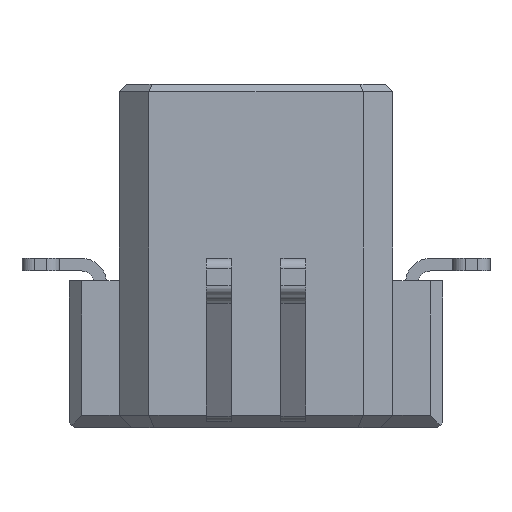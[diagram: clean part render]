
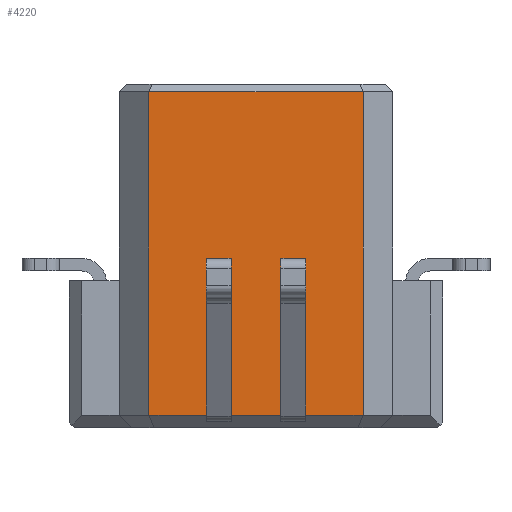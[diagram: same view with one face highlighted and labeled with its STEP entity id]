
A CAD part, front view. The second image highlights one B-rep face of the part: STEP entity #4220.
In plain terms, the highlighted planar face has unit normal (0, -1, 0).
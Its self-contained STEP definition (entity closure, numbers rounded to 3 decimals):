
#528=DIRECTION('',(0.,0.,1.));
#529=VECTOR('',#528,0.517);
#530=CARTESIAN_POINT('',(4.75,0.,-4.993));
#531=LINE('',#530,#529);
#532=DIRECTION('',(-1.,0.,0.));
#533=VECTOR('',#532,0.5);
#534=CARTESIAN_POINT('',(4.75,0.,-4.475));
#535=LINE('',#534,#533);
#536=DIRECTION('',(0.,0.,1.));
#537=VECTOR('',#536,0.517);
#538=CARTESIAN_POINT('',(4.25,0.,-4.993));
#539=LINE('',#538,#537);
#540=DIRECTION('',(-1.,0.,0.));
#541=VECTOR('',#540,0.5);
#542=CARTESIAN_POINT('',(4.75,0.,-4.993));
#543=LINE('',#542,#541);
#544=DIRECTION('',(0.,0.,1.));
#545=VECTOR('',#544,1.375);
#546=CARTESIAN_POINT('',(3.25,0.,-6.891));
#547=LINE('',#546,#545);
#548=DIRECTION('',(1.,0.,0.));
#549=VECTOR('',#548,0.5);
#550=CARTESIAN_POINT('',(2.75,0.,-5.516));
#551=LINE('',#550,#549);
#552=DIRECTION('',(0.,0.,1.));
#553=VECTOR('',#552,1.375);
#554=CARTESIAN_POINT('',(2.75,0.,-6.891));
#555=LINE('',#554,#553);
#556=DIRECTION('',(1.,0.,0.));
#557=VECTOR('',#556,1.15);
#558=CARTESIAN_POINT('',(1.6,0.,
-6.891));
#559=LINE('',#558,#557);
#560=DIRECTION('',(0.,0.,1.));
#561=VECTOR('',#560,6.5);
#562=CARTESIAN_POINT('',(5.9,0.,-6.891));
#563=LINE('',#562,#561);
#564=DIRECTION('',(1.,0.,0.));
#565=VECTOR('',#564,1.15);
#566=CARTESIAN_POINT('',(4.75,0.,-6.891));
#567=LINE('',#566,#565);
#568=DIRECTION('',(0.,0.,1.));
#569=VECTOR('',#568,1.375);
#570=CARTESIAN_POINT('',(4.75,0.,-6.891));
#571=LINE('',#570,#569);
#572=DIRECTION('',(1.,0.,0.));
#573=VECTOR('',#572,0.5);
#574=CARTESIAN_POINT('',(4.25,0.,-5.516));
#575=LINE('',#574,#573);
#576=DIRECTION('',(0.,0.,1.));
#577=VECTOR('',#576,1.375);
#578=CARTESIAN_POINT('',(4.25,0.,-6.891));
#579=LINE('',#578,#577);
#580=DIRECTION('',(1.,0.,0.));
#581=VECTOR('',#580,1.);
#582=CARTESIAN_POINT('',(3.25,0.,-6.891));
#583=LINE('',#582,#581);
#584=DIRECTION('',(0.,0.,1.));
#585=VECTOR('',#584,0.517);
#586=CARTESIAN_POINT('',(3.25,0.,-4.993));
#587=LINE('',#586,#585);
#588=DIRECTION('',(-1.,0.,0.));
#589=VECTOR('',#588,0.5);
#590=CARTESIAN_POINT('',(3.25,0.,-4.475));
#591=LINE('',#590,#589);
#592=DIRECTION('',(0.,0.,1.));
#593=VECTOR('',#592,0.517);
#594=CARTESIAN_POINT('',(2.75,0.,-4.993));
#595=LINE('',#594,#593);
#596=DIRECTION('',(-1.,0.,0.));
#597=VECTOR('',#596,0.5);
#598=CARTESIAN_POINT('',(3.25,0.,-4.993));
#599=LINE('',#598,#597);
#1084=DIRECTION('',(0.,0.,1.));
#1085=VECTOR('',#1084,6.5);
#1086=CARTESIAN_POINT('',(1.6,0.,
-6.891));
#1087=LINE('',#1086,#1085);
#1845=DIRECTION('',(1.,0.,0.));
#1846=VECTOR('',#1845,4.3);
#1847=CARTESIAN_POINT('',(1.6,0.,-0.391));
#1848=LINE('',#1847,#1846);
#3155=CARTESIAN_POINT('',(1.6,0.,
-6.891));
#3156=VERTEX_POINT('',#3155);
#3157=CARTESIAN_POINT('',(5.9,0.,-6.891));
#3158=VERTEX_POINT('',#3157);
#3269=CARTESIAN_POINT('',(5.9,0.,-0.391));
#3270=VERTEX_POINT('',#3269);
#3273=CARTESIAN_POINT('',(1.6,0.,-0.391));
#3274=VERTEX_POINT('',#3273);
#3401=CARTESIAN_POINT('',(4.75,0.,-6.891));
#3403=VERTEX_POINT('',#3401);
#3405=CARTESIAN_POINT('',(4.25,0.,-6.891));
#3407=VERTEX_POINT('',#3405);
#3409=CARTESIAN_POINT('',(4.75,0.,-5.516));
#3410=VERTEX_POINT('',#3409);
#3411=CARTESIAN_POINT('',(4.75,0.,-4.993));
#3412=CARTESIAN_POINT('',(4.75,0.,-4.475));
#3413=VERTEX_POINT('',#3411);
#3414=VERTEX_POINT('',#3412);
#3415=CARTESIAN_POINT('',(4.25,0.,-5.516));
#3416=VERTEX_POINT('',#3415);
#3417=CARTESIAN_POINT('',(4.25,0.,-4.993));
#3418=CARTESIAN_POINT('',(4.25,0.,-4.475));
#3419=VERTEX_POINT('',#3417);
#3420=VERTEX_POINT('',#3418);
#3429=CARTESIAN_POINT('',(3.25,0.,-6.891));
#3431=VERTEX_POINT('',#3429);
#3433=CARTESIAN_POINT('',(2.75,0.,-6.891));
#3435=VERTEX_POINT('',#3433);
#3437=CARTESIAN_POINT('',(3.25,0.,-5.516));
#3438=VERTEX_POINT('',#3437);
#3439=CARTESIAN_POINT('',(3.25,0.,-4.993));
#3440=CARTESIAN_POINT('',(3.25,0.,-4.475));
#3441=VERTEX_POINT('',#3439);
#3442=VERTEX_POINT('',#3440);
#3443=CARTESIAN_POINT('',(2.75,0.,-5.516));
#3444=VERTEX_POINT('',#3443);
#3445=CARTESIAN_POINT('',(2.75,0.,-4.993));
#3446=CARTESIAN_POINT('',(2.75,0.,-4.475));
#3447=VERTEX_POINT('',#3445);
#3448=VERTEX_POINT('',#3446);
#4176=CARTESIAN_POINT('',(3.75,0.,-3.641));
#4177=DIRECTION('',(0.,1.,0.));
#4178=DIRECTION('',(1.,0.,0.));
#4179=AXIS2_PLACEMENT_3D('',#4176,#4177,#4178);
#4180=PLANE('',#4179);
#4181=ORIENTED_EDGE('',*,*,#4047,.T.);
#4183=ORIENTED_EDGE('',*,*,#4182,.F.);
#4184=ORIENTED_EDGE('',*,*,#4104,.F.);
#4185=ORIENTED_EDGE('',*,*,#3996,.F.);
#4187=ORIENTED_EDGE('',*,*,#4186,.T.);
#4189=ORIENTED_EDGE('',*,*,#4188,.T.);
#4191=ORIENTED_EDGE('',*,*,#4190,.F.);
#4192=ORIENTED_EDGE('',*,*,#3989,.F.);
#4194=ORIENTED_EDGE('',*,*,#4193,.T.);
#4196=ORIENTED_EDGE('',*,*,#4195,.F.);
#4198=ORIENTED_EDGE('',*,*,#4197,.F.);
#4199=ORIENTED_EDGE('',*,*,#3981,.F.);
#4200=EDGE_LOOP('',(#4181,#4183,#4184,#4185,#4187,#4189,#4191,#4192,#4194,#4196,
#4198,#4199));
#4201=FACE_OUTER_BOUND('',#4200,.F.);
#4203=ORIENTED_EDGE('',*,*,#4202,.T.);
#4205=ORIENTED_EDGE('',*,*,#4204,.T.);
#4207=ORIENTED_EDGE('',*,*,#4206,.F.);
#4209=ORIENTED_EDGE('',*,*,#4208,.F.);
#4210=EDGE_LOOP('',(#4203,#4205,#4207,#4209));
#4211=FACE_BOUND('',#4210,.F.);
#4212=ORIENTED_EDGE('',*,*,#4039,.T.);
#4214=ORIENTED_EDGE('',*,*,#4213,.T.);
#4215=ORIENTED_EDGE('',*,*,#4112,.F.);
#4217=ORIENTED_EDGE('',*,*,#4216,.F.);
#4218=EDGE_LOOP('',(#4212,#4214,#4215,#4217));
#4219=FACE_BOUND('',#4218,.F.);
#4220=ADVANCED_FACE('',(#4201,#4211,#4219),#4180,.F.);
#3981=EDGE_CURVE('',#3431,#3407,#583,.T.);
#3989=EDGE_CURVE('',#3403,#3158,#567,.T.);
#3996=EDGE_CURVE('',#3156,#3435,#559,.T.);
#4039=EDGE_CURVE('',#3441,#3442,#587,.T.);
#4047=EDGE_CURVE('',#3431,#3438,#547,.T.);
#4104=EDGE_CURVE('',#3435,#3444,#555,.T.);
#4112=EDGE_CURVE('',#3447,#3448,#595,.T.);
#4182=EDGE_CURVE('',#3444,#3438,#551,.T.);
#4186=EDGE_CURVE('',#3156,#3274,#1087,.T.);
#4188=EDGE_CURVE('',#3274,#3270,#1848,.T.);
#4190=EDGE_CURVE('',#3158,#3270,#563,.T.);
#4193=EDGE_CURVE('',#3403,#3410,#571,.T.);
#4195=EDGE_CURVE('',#3416,#3410,#575,.T.);
#4197=EDGE_CURVE('',#3407,#3416,#579,.T.);
#4202=EDGE_CURVE('',#3413,#3414,#531,.T.);
#4204=EDGE_CURVE('',#3414,#3420,#535,.T.);
#4206=EDGE_CURVE('',#3419,#3420,#539,.T.);
#4208=EDGE_CURVE('',#3413,#3419,#543,.T.);
#4213=EDGE_CURVE('',#3442,#3448,#591,.T.);
#4216=EDGE_CURVE('',#3441,#3447,#599,.T.);
